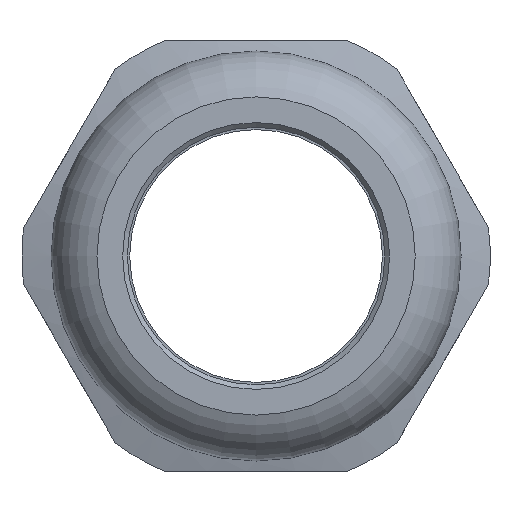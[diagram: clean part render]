
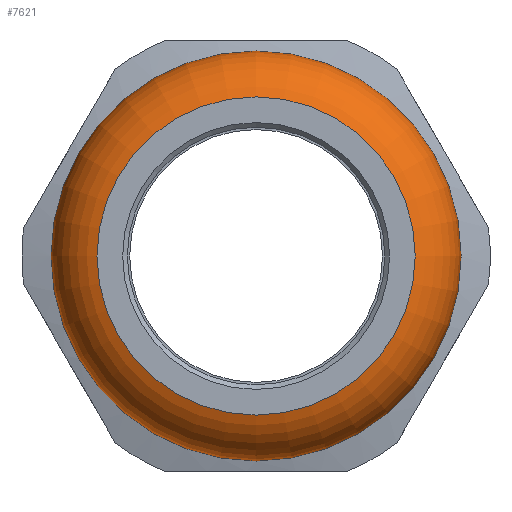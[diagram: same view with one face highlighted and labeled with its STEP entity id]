
A CAD part, left-side view. The second image highlights one B-rep face of the part: STEP entity #7621.
In plain terms, the highlighted toroidal (fillet/blend) face has major radius 14.9 mm and minor radius 7 mm.
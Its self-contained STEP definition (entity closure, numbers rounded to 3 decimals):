
#77=TOROIDAL_SURFACE('',#8464,14.9,7.);
#1801=FACE_BOUND('',#2697,.T.);
#2216=FACE_OUTER_BOUND('',#2696,.T.);
#2696=EDGE_LOOP('',(#6965));
#2697=EDGE_LOOP('',(#6966));
#3124=CIRCLE('',#8465,21.9);
#3125=CIRCLE('',#8466,16.992);
#3844=VERTEX_POINT('',#13611);
#3845=VERTEX_POINT('',#13613);
#4922=EDGE_CURVE('',#3844,#3844,#3124,.T.);
#4923=EDGE_CURVE('',#3845,#3845,#3125,.T.);
#6965=ORIENTED_EDGE('',*,*,#4922,.F.);
#6966=ORIENTED_EDGE('',*,*,#4923,.T.);
#7621=ADVANCED_FACE('',(#2216,#1801),#77,.T.);
#8464=AXIS2_PLACEMENT_3D('',#13610,#10647,#10648);
#8465=AXIS2_PLACEMENT_3D('',#13612,#10649,#10650);
#8466=AXIS2_PLACEMENT_3D('',#13614,#10651,#10652);
#10647=DIRECTION('center_axis',(1.,0.,0.));
#10648=DIRECTION('ref_axis',(0.,0.,-1.));
#10649=DIRECTION('center_axis',(1.,0.,0.));
#10650=DIRECTION('ref_axis',(0.,0.,-1.));
#10651=DIRECTION('center_axis',(1.,0.,0.));
#10652=DIRECTION('ref_axis',(0.,0.,-1.));
#13610=CARTESIAN_POINT('Origin',(6.68,0.,0.));
#13611=CARTESIAN_POINT('',(6.68,21.9,0.));
#13612=CARTESIAN_POINT('Origin',(6.68,0.,0.));
#13613=CARTESIAN_POINT('',(0.,16.992,0.));
#13614=CARTESIAN_POINT('Origin',(0.,0.,0.));
